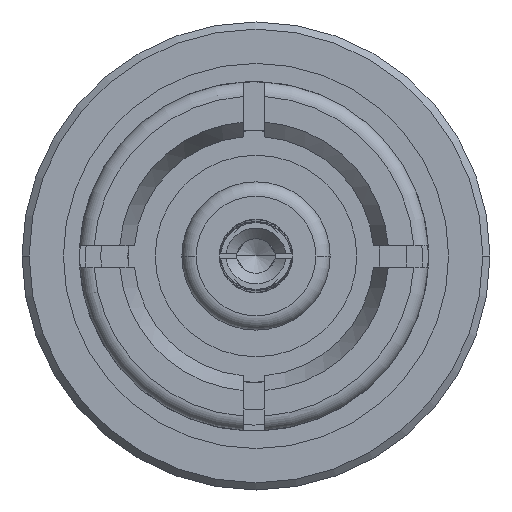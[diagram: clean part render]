
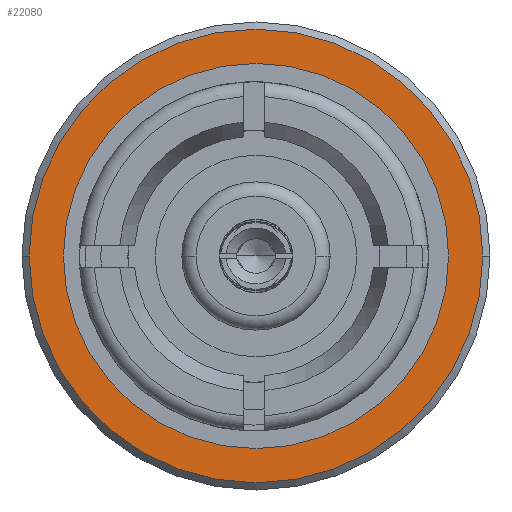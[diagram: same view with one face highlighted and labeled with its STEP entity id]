
A CAD part, front view. The second image highlights one B-rep face of the part: STEP entity #22080.
In plain terms, the highlighted planar face has unit normal (0, -1, 0).
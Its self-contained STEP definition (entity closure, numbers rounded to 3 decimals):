
#21600=CARTESIAN_POINT('',(-2.675,-4.079,
0.));
#21610=VERTEX_POINT('',#21600);
#21690=CARTESIAN_POINT('',(2.675,-4.079,
0.));
#21700=VERTEX_POINT('',#21690);
#21730=CARTESIAN_POINT('',(0.,-4.079,
0.));
#21740=DIRECTION('',(0.,1.,0.));
#21750=DIRECTION('',(-1.,0.,0.));
#21760=AXIS2_PLACEMENT_3D('',#21730,#21740,#21750);
#21770=CIRCLE('',#21760,2.675);
#21780=EDGE_CURVE('',#21700,#21610,#21770,.T.);
#21830=CARTESIAN_POINT('',(3.308,-4.079,
-3.308));
#21840=DIRECTION('',(0.,-1.,0.));
#21850=DIRECTION('',(1.,0.,0.));
#21860=AXIS2_PLACEMENT_3D('',#21830,#21840,#21850);
#21870=PLANE('',#21860);
#21880=CARTESIAN_POINT('',(0.,-4.079,
0.));
#21890=DIRECTION('',(0.,1.,0.));
#21900=DIRECTION('',(-1.,0.,0.));
#21910=AXIS2_PLACEMENT_3D('',#21880,#21890,#21900);
#21920=CIRCLE('',#21910,3.15);
#21930=CARTESIAN_POINT('',(3.15,-4.079,0.)
);
#21940=VERTEX_POINT('',#21930);
#21950=CARTESIAN_POINT('',(-3.15,-4.079,
0.));
#21960=VERTEX_POINT('',#21950);
#21970=EDGE_CURVE('',#21940,#21960,#21920,.T.);
#21980=ORIENTED_EDGE('',*,*,#21970,.F.);
#21990=EDGE_CURVE('',#21960,#21940,#21920,.T.);
#22000=ORIENTED_EDGE('',*,*,#21990,.F.);
#22010=EDGE_LOOP('',(#22000,#21980));
#22020=FACE_OUTER_BOUND('',#22010,.T.);
#22030=EDGE_CURVE('',#21610,#21700,#21770,.T.);
#22040=ORIENTED_EDGE('',*,*,#22030,.T.);
#22050=ORIENTED_EDGE('',*,*,#21780,.T.);
#22060=EDGE_LOOP('',(#22050,#22040));
#22070=FACE_BOUND('',#22060,.T.);
#22080=ADVANCED_FACE('',(#22020,#22070),#21870,.T.);
